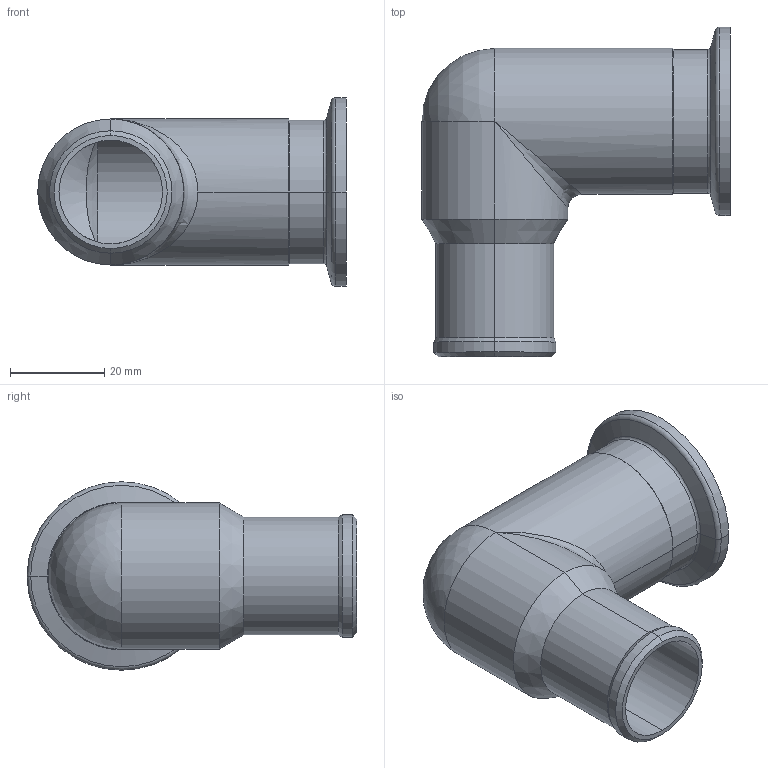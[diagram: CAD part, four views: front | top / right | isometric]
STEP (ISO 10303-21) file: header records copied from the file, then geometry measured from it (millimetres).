
FILE_DESCRIPTION (( 'STEP AP214' ), '1' );
FILE_NAME ('110ASR025.step', '2017-07-06T08:50:04', ( 'install' ), ( '' ), 'SwSTEP 2.0', 'SolidWorks 2015', '' );
FILE_SCHEMA (( 'AUTOMOTIVE_DESIGN' ));
Length unit declared in the file: millimetre
Products named in the file (1): 110ASR025
Bounding box: 65.5 x 70 x 40 mm (x, y, z)
Volume: 25863.5 mm3; surface area: 17740.6 mm2
Topology: 1 solids, 1 shells, 43 faces, 94 edges, 51 vertices
Faces by surface type: cylinder 18, cone 14, torus 6, plane 3, sphere 1, bspline 1
Entity records: 1372 total; most frequent: CARTESIAN_POINT 414, DIRECTION 214, ORIENTED_EDGE 180, AXIS2_PLACEMENT_3D 92, EDGE_CURVE 90, VERTEX_POINT 50, CIRCLE 49, EDGE_LOOP 46
